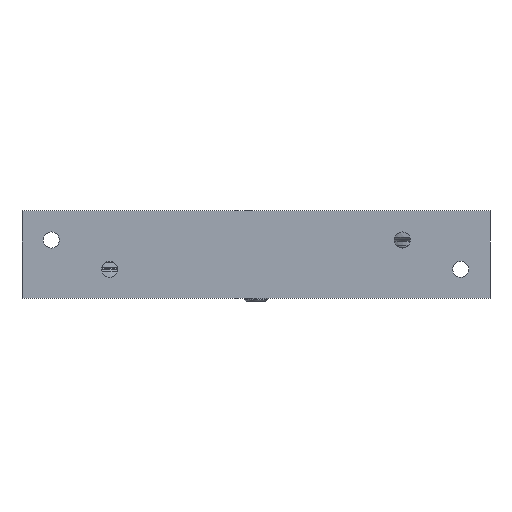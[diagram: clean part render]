
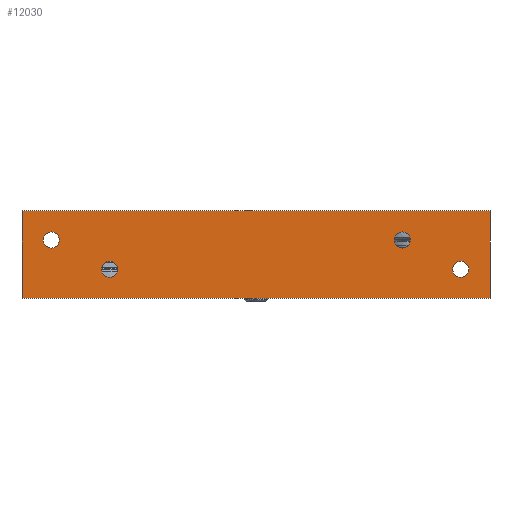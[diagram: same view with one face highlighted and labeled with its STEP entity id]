
A CAD part, front view. The second image highlights one B-rep face of the part: STEP entity #12030.
In plain terms, the highlighted face is planar.
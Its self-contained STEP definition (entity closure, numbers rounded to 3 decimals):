
#60 = CIRCLE ( 'NONE', #9268, 2.75 ) ;
#114 = CARTESIAN_POINT ( 'NONE',  ( 70., 20., -10. ) ) ;
#165 = EDGE_LOOP ( 'NONE', ( #8696, #5704 ) ) ;
#206 = CIRCLE ( 'NONE', #10675, 2.75 ) ;
#358 = ORIENTED_EDGE ( 'NONE', *, *, #12081, .T. ) ;
#746 = DIRECTION ( 'NONE',  ( 0., 0., 1. ) ) ;
#847 = DIRECTION ( 'NONE',  ( 0., 0., 1. ) ) ;
#1001 = EDGE_CURVE ( 'NONE', #7354, #4827, #206, .T. ) ;
#1239 = LINE ( 'NONE', #9156, #11655 ) ;
#1560 = EDGE_CURVE ( 'NONE', #9456, #3150, #6835, .T. ) ;
#1666 = DIRECTION ( 'NONE',  ( -1., 0., 0. ) ) ;
#1743 = DIRECTION ( 'NONE',  ( 1., 0., 0. ) ) ;
#1897 = CARTESIAN_POINT ( 'NONE',  ( 52.75, 10., -10. ) ) ;
#1929 = VERTEX_POINT ( 'NONE', #11699 ) ;
#1963 = EDGE_LOOP ( 'NONE', ( #2083, #3674 ) ) ;
#1964 = CARTESIAN_POINT ( 'NONE',  ( 47.25, 10., -10. ) ) ;
#2083 = ORIENTED_EDGE ( 'NONE', *, *, #5989, .T. ) ;
#2156 = VECTOR ( 'NONE', #5066, 1000. ) ;
#2211 = ORIENTED_EDGE ( 'NONE', *, *, #7805, .T. ) ;
#2257 = AXIS2_PLACEMENT_3D ( 'NONE', #9366, #847, #9490 ) ;
#2295 = DIRECTION ( 'NONE',  ( 0., -1., 0. ) ) ;
#2299 = EDGE_CURVE ( 'NONE', #8030, #3688, #8013, .T. ) ;
#2420 = VECTOR ( 'NONE', #6399, 1000. ) ;
#2745 = AXIS2_PLACEMENT_3D ( 'NONE', #11970, #7974, #7177 ) ;
#2863 = ORIENTED_EDGE ( 'NONE', *, *, #11440, .T. ) ;
#2974 = CARTESIAN_POINT ( 'NONE',  ( 0., 0., -10. ) ) ;
#3124 = AXIS2_PLACEMENT_3D ( 'NONE', #8432, #11438, #4698 ) ;
#3150 = VERTEX_POINT ( 'NONE', #12021 ) ;
#3396 = CARTESIAN_POINT ( 'NONE',  ( -70., 10., -10. ) ) ;
#3471 = CIRCLE ( 'NONE', #2257, 2.75 ) ;
#3614 = CARTESIAN_POINT ( 'NONE',  ( 67.25, 20., -10. ) ) ;
#3674 = ORIENTED_EDGE ( 'NONE', *, *, #8258, .T. ) ;
#3688 = VERTEX_POINT ( 'NONE', #4727 ) ;
#3780 = VERTEX_POINT ( 'NONE', #1897 ) ;
#4189 = VERTEX_POINT ( 'NONE', #3614 ) ;
#4511 = AXIS2_PLACEMENT_3D ( 'NONE', #2974, #9499, #1666 ) ;
#4659 = PLANE ( 'NONE',  #4511 ) ;
#4695 = CARTESIAN_POINT ( 'NONE',  ( -80., 30., -10. ) ) ;
#4698 = DIRECTION ( 'NONE',  ( 1., 0., 0. ) ) ;
#4706 = CIRCLE ( 'NONE', #2745, 2.75 ) ;
#4727 = CARTESIAN_POINT ( 'NONE',  ( -67.25, 10., -10. ) ) ;
#4733 = FACE_BOUND ( 'NONE', #9471, .T. ) ;
#4827 = VERTEX_POINT ( 'NONE', #8746 ) ;
#4912 = AXIS2_PLACEMENT_3D ( 'NONE', #7292, #7379, #5417 ) ;
#5066 = DIRECTION ( 'NONE',  ( -1., 0., 0. ) ) ;
#5223 = EDGE_LOOP ( 'NONE', ( #358, #2211 ) ) ;
#5326 = DIRECTION ( 'NONE',  ( 0., 0., 1. ) ) ;
#5391 = DIRECTION ( 'NONE',  ( 0., 0., 1. ) ) ;
#5417 = DIRECTION ( 'NONE',  ( 1., 0., 0. ) ) ;
#5505 = EDGE_LOOP ( 'NONE', ( #6174, #11562, #7536, #8561 ) ) ;
#5704 = ORIENTED_EDGE ( 'NONE', *, *, #7234, .T. ) ;
#5989 = EDGE_CURVE ( 'NONE', #3780, #11605, #8344, .T. ) ;
#6174 = ORIENTED_EDGE ( 'NONE', *, *, #12326, .F. ) ;
#6362 = CARTESIAN_POINT ( 'NONE',  ( -47.25, 20., -10. ) ) ;
#6382 = FACE_BOUND ( 'NONE', #1963, .T. ) ;
#6399 = DIRECTION ( 'NONE',  ( 0., 1., 0. ) ) ;
#6440 = DIRECTION ( 'NONE',  ( 1., 0., 0. ) ) ;
#6521 = CARTESIAN_POINT ( 'NONE',  ( -72.75, 10., -10. ) ) ;
#6645 = DIRECTION ( 'NONE',  ( 1., 0., 0. ) ) ;
#6835 = LINE ( 'NONE', #4695, #2156 ) ;
#7177 = DIRECTION ( 'NONE',  ( 1., 0., 0. ) ) ;
#7234 = EDGE_CURVE ( 'NONE', #4827, #7354, #4706, .T. ) ;
#7292 = CARTESIAN_POINT ( 'NONE',  ( 70., 20., -10. ) ) ;
#7297 = CIRCLE ( 'NONE', #8283, 2.75 ) ;
#7354 = VERTEX_POINT ( 'NONE', #6362 ) ;
#7379 = DIRECTION ( 'NONE',  ( 0., 0., 1. ) ) ;
#7536 = ORIENTED_EDGE ( 'NONE', *, *, #7956, .F. ) ;
#7805 = EDGE_CURVE ( 'NONE', #4189, #12042, #11023, .T. ) ;
#7956 = EDGE_CURVE ( 'NONE', #11451, #9456, #11921, .T. ) ;
#7974 = DIRECTION ( 'NONE',  ( 0., 0., 1. ) ) ;
#8013 = CIRCLE ( 'NONE', #12044, 2.75 ) ;
#8030 = VERTEX_POINT ( 'NONE', #6521 ) ;
#8099 = CARTESIAN_POINT ( 'NONE',  ( -50., 20., -10. ) ) ;
#8246 = CARTESIAN_POINT ( 'NONE',  ( 80., 0., -10. ) ) ;
#8258 = EDGE_CURVE ( 'NONE', #11605, #3780, #3471, .T. ) ;
#8283 = AXIS2_PLACEMENT_3D ( 'NONE', #9348, #746, #6440 ) ;
#8344 = CIRCLE ( 'NONE', #3124, 2.75 ) ;
#8432 = CARTESIAN_POINT ( 'NONE',  ( 50., 10., -10. ) ) ;
#8488 = CARTESIAN_POINT ( 'NONE',  ( 80., 0., -10. ) ) ;
#8561 = ORIENTED_EDGE ( 'NONE', *, *, #11732, .F. ) ;
#8696 = ORIENTED_EDGE ( 'NONE', *, *, #1001, .T. ) ;
#8746 = CARTESIAN_POINT ( 'NONE',  ( -52.75, 20., -10. ) ) ;
#9156 = CARTESIAN_POINT ( 'NONE',  ( -80., 0., -10. ) ) ;
#9268 = AXIS2_PLACEMENT_3D ( 'NONE', #114, #10488, #6645 ) ;
#9348 = CARTESIAN_POINT ( 'NONE',  ( -70., 10., -10. ) ) ;
#9366 = CARTESIAN_POINT ( 'NONE',  ( 50., 10., -10. ) ) ;
#9456 = VERTEX_POINT ( 'NONE', #10444 ) ;
#9471 = EDGE_LOOP ( 'NONE', ( #2863, #11218 ) ) ;
#9490 = DIRECTION ( 'NONE',  ( 1., 0., 0. ) ) ;
#9499 = DIRECTION ( 'NONE',  ( 0., 0., -1. ) ) ;
#9718 = CARTESIAN_POINT ( 'NONE',  ( -80., 0., -10. ) ) ;
#10307 = FACE_OUTER_BOUND ( 'NONE', #5505, .T. ) ;
#10397 = CARTESIAN_POINT ( 'NONE',  ( 72.75, 20., -10. ) ) ;
#10444 = CARTESIAN_POINT ( 'NONE',  ( 80., 30., -10. ) ) ;
#10455 = VECTOR ( 'NONE', #10874, 1000. ) ;
#10488 = DIRECTION ( 'NONE',  ( 0., 0., 1. ) ) ;
#10675 = AXIS2_PLACEMENT_3D ( 'NONE', #8099, #5391, #11189 ) ;
#10777 = FACE_BOUND ( 'NONE', #5223, .T. ) ;
#10874 = DIRECTION ( 'NONE',  ( 1., 0., 0. ) ) ;
#11023 = CIRCLE ( 'NONE', #4912, 2.75 ) ;
#11074 = FACE_BOUND ( 'NONE', #165, .T. ) ;
#11189 = DIRECTION ( 'NONE',  ( 1., 0., 0. ) ) ;
#11218 = ORIENTED_EDGE ( 'NONE', *, *, #2299, .T. ) ;
#11362 = LINE ( 'NONE', #9718, #10455 ) ;
#11438 = DIRECTION ( 'NONE',  ( 0., 0., 1. ) ) ;
#11440 = EDGE_CURVE ( 'NONE', #3688, #8030, #7297, .T. ) ;
#11451 = VERTEX_POINT ( 'NONE', #8488 ) ;
#11562 = ORIENTED_EDGE ( 'NONE', *, *, #1560, .F. ) ;
#11605 = VERTEX_POINT ( 'NONE', #1964 ) ;
#11655 = VECTOR ( 'NONE', #2295, 1000. ) ;
#11699 = CARTESIAN_POINT ( 'NONE',  ( -80., 0., -10. ) ) ;
#11732 = EDGE_CURVE ( 'NONE', #1929, #11451, #11362, .T. ) ;
#11921 = LINE ( 'NONE', #8246, #2420 ) ;
#11970 = CARTESIAN_POINT ( 'NONE',  ( -50., 20., -10. ) ) ;
#12021 = CARTESIAN_POINT ( 'NONE',  ( -80., 30., -10. ) ) ;
#12030 = ADVANCED_FACE ( 'NONE', ( #10777, #6382, #11074, #4733, #10307 ), #4659, .T. ) ;
#12042 = VERTEX_POINT ( 'NONE', #10397 ) ;
#12044 = AXIS2_PLACEMENT_3D ( 'NONE', #3396, #5326, #1743 ) ;
#12081 = EDGE_CURVE ( 'NONE', #12042, #4189, #60, .T. ) ;
#12326 = EDGE_CURVE ( 'NONE', #3150, #1929, #1239, .T. ) ;
